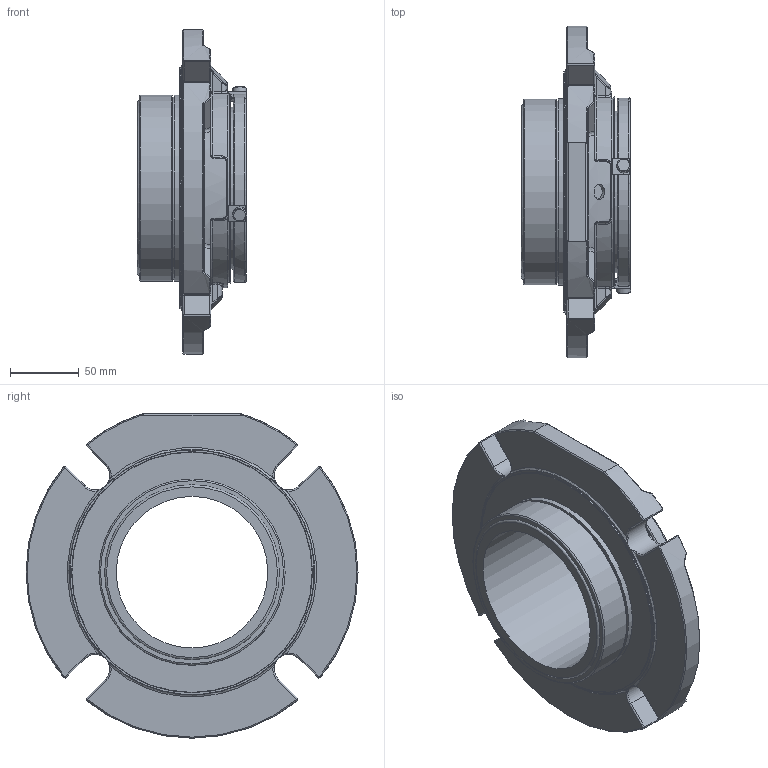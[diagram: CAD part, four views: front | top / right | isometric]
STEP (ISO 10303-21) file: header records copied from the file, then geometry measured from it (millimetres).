
FILE_DESCRIPTION(/* description */ ('Unknown'),/* implementation_level */ '2;1');
FILE_NAME(/* name */ '110mm',/* time_stamp */ '2023-02-21T11:23:35+00:00',/* author */ ('Unknown'),/* organization */ ('Unknown'),/* preprocessor_version */ 'ST-DEVELOPER v16.7',/* originating_system */ 'Solid Edge',/* authorisation */ 'Unknown');
FILE_SCHEMA (('AUTOMOTIVE_DESIGN {1 0 10303 214 3 1 1}'));
Length unit declared in the file: millimetre
Products named in the file (1): 110mm
Bounding box: 79.33 x 241.05 x 235.52 mm (x, y, z)
Volume: 959979.9 mm3; surface area: 145915.5 mm2
Topology: 1 solids, 1 shells, 603 faces, 1538 edges, 952 vertices
Faces by surface type: plane 209, cylinder 139, bspline 131, torus 79, cone 29, sphere 16
Full cylindrical faces by diameter (mm): 3.761 x1, 10 x3, 10.998 x1, 110 x1, 117.45 x1, 131.953 x1, 134.925 x1, 135.255 x1, 136.474 x1, 137.998 x1, 175 x1
Entity records: 21278 total; most frequent: CARTESIAN_POINT 7974, ORIENTED_EDGE 2986, DIRECTION 2405, EDGE_CURVE 1493, VERTEX_POINT 936, AXIS2_PLACEMENT_3D 936, EDGE_LOOP 673, FACE_BOUND 673
